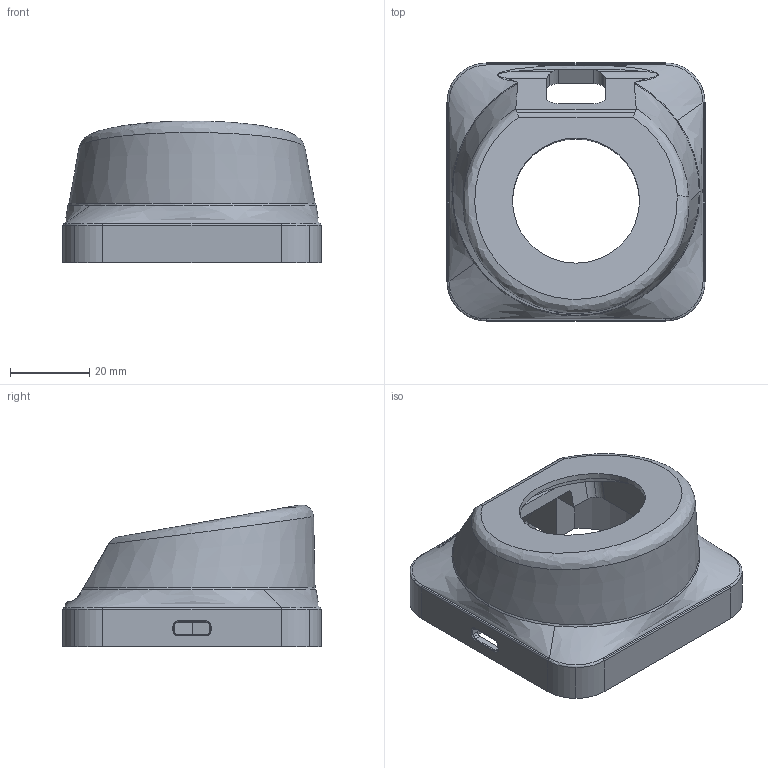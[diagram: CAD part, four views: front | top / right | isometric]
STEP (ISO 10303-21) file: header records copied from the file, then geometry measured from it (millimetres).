
FILE_DESCRIPTION(('STEP AP214'),'1');
FILE_NAME('body.step','2024-11-16T07:44:08',(' '),('ANSOFT Corporation'),'Spatial InterOp 3D',' ',' ');
FILE_SCHEMA(('AUTOMOTIVE_DESIGN { 1 0 10303 214 1 1 1 1 }'));
Length unit declared in the file: millimetre
Products named in the file (1): body
Bounding box: 65 x 65 x 35.75 mm (x, y, z)
Volume: 37052.8 mm3; surface area: 17402 mm2
Topology: 1 solids, 1 shells, 187 faces, 500 edges, 326 vertices
Faces by surface type: cylinder 104, plane 63, bspline 9, torus 8, cone 3
Entity records: 14010 total; most frequent: CARTESIAN_POINT 9171, DIRECTION 1056, ORIENTED_EDGE 1000, EDGE_CURVE 500, AXIS2_PLACEMENT_3D 407, VERTEX_POINT 326, LINE 242, VECTOR 242
